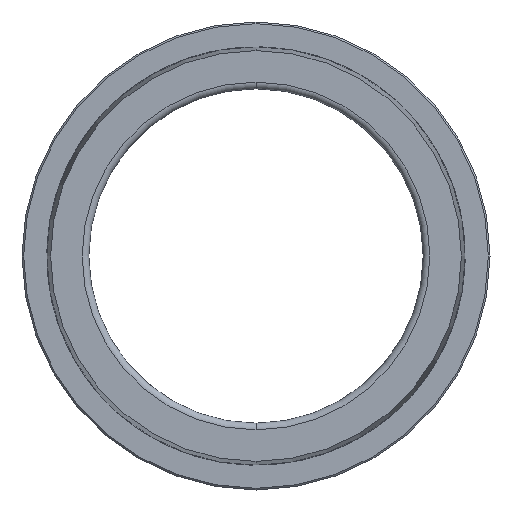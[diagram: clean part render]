
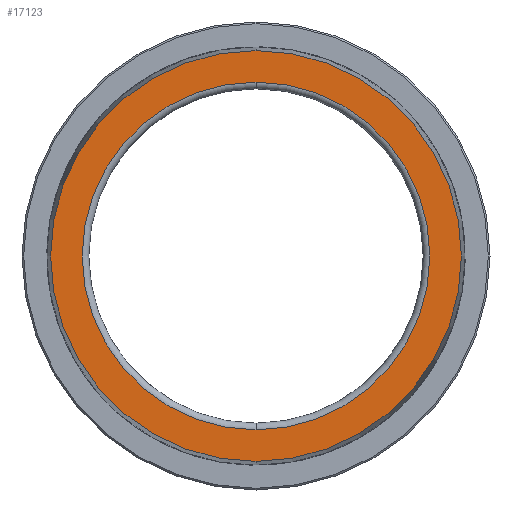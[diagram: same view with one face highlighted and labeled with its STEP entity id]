
A CAD part, front view. The second image highlights one B-rep face of the part: STEP entity #17123.
In plain terms, the highlighted planar face has unit normal (0, -1, 0).
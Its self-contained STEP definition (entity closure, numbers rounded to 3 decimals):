
#818 = CARTESIAN_POINT ( 'NONE',  ( 0., -18.071, -52. ) ) ;
#833 = CARTESIAN_POINT ( 'NONE',  ( 0., -18.071, 52. ) ) ;
#892 = DIRECTION ( 'NONE',  ( 0., -1., 0. ) ) ;
#1639 = DIRECTION ( 'NONE',  ( 0., 0., -1. ) ) ;
#1798 = CIRCLE ( 'NONE', #20942, 61.45 ) ;
#2084 = AXIS2_PLACEMENT_3D ( 'NONE', #2086, #3619, #16974 ) ;
#2086 = CARTESIAN_POINT ( 'NONE',  ( 0., -18.071, 0. ) ) ;
#2378 = EDGE_LOOP ( 'NONE', ( #14039, #9950 ) ) ;
#3487 = DIRECTION ( 'NONE',  ( 0., 0., -1. ) ) ;
#3619 = DIRECTION ( 'NONE',  ( 0., -1., 0. ) ) ;
#4402 = VERTEX_POINT ( 'NONE', #10355 ) ;
#4598 = FACE_OUTER_BOUND ( 'NONE', #2378, .T. ) ;
#5231 = DIRECTION ( 'NONE',  ( 0., -1., 0. ) ) ;
#5399 = CARTESIAN_POINT ( 'NONE',  ( 0., -18.071, -61.45 ) ) ;
#5929 = EDGE_CURVE ( 'NONE', #21367, #15707, #17814, .T. ) ;
#6172 = CIRCLE ( 'NONE', #6965, 52. ) ;
#6302 = ORIENTED_EDGE ( 'NONE', *, *, #5929, .F. ) ;
#6592 = EDGE_LOOP ( 'NONE', ( #6302, #7884 ) ) ;
#6756 = PLANE ( 'NONE',  #18993 ) ;
#6832 = CARTESIAN_POINT ( 'NONE',  ( 52., -18.071, 0. ) ) ;
#6965 = AXIS2_PLACEMENT_3D ( 'NONE', #12820, #12743, #10909 ) ;
#7884 = ORIENTED_EDGE ( 'NONE', *, *, #16499, .F. ) ;
#8852 = VERTEX_POINT ( 'NONE', #5399 ) ;
#9950 = ORIENTED_EDGE ( 'NONE', *, *, #20293, .T. ) ;
#10355 = CARTESIAN_POINT ( 'NONE',  ( 0., -18.071, 61.45 ) ) ;
#10909 = DIRECTION ( 'NONE',  ( 0., 0., -1. ) ) ;
#12011 = CARTESIAN_POINT ( 'NONE',  ( 0., -18.071, 0. ) ) ;
#12479 = CIRCLE ( 'NONE', #2084, 61.45 ) ;
#12743 = DIRECTION ( 'NONE',  ( 0., -1., 0. ) ) ;
#12820 = CARTESIAN_POINT ( 'NONE',  ( 0., -18.071, 0. ) ) ;
#12964 = FACE_BOUND ( 'NONE', #6592, .T. ) ;
#13184 = EDGE_CURVE ( 'NONE', #4402, #8852, #1798, .T. ) ;
#13523 = DIRECTION ( 'NONE',  ( 0., -1., 0. ) ) ;
#14039 = ORIENTED_EDGE ( 'NONE', *, *, #13184, .T. ) ;
#14453 = CARTESIAN_POINT ( 'NONE',  ( 0., -18.071, 0. ) ) ;
#15392 = AXIS2_PLACEMENT_3D ( 'NONE', #14453, #892, #15934 ) ;
#15707 = VERTEX_POINT ( 'NONE', #833 ) ;
#15934 = DIRECTION ( 'NONE',  ( 0., 0., -1. ) ) ;
#16499 = EDGE_CURVE ( 'NONE', #15707, #21367, #6172, .T. ) ;
#16974 = DIRECTION ( 'NONE',  ( 0., 0., -1. ) ) ;
#17123 = ADVANCED_FACE ( 'NONE', ( #4598, #12964 ), #6756, .T. ) ;
#17814 = CIRCLE ( 'NONE', #15392, 52. ) ;
#18993 = AXIS2_PLACEMENT_3D ( 'NONE', #6832, #13523, #1639 ) ;
#20293 = EDGE_CURVE ( 'NONE', #8852, #4402, #12479, .T. ) ;
#20942 = AXIS2_PLACEMENT_3D ( 'NONE', #12011, #5231, #3487 ) ;
#21367 = VERTEX_POINT ( 'NONE', #818 ) ;
